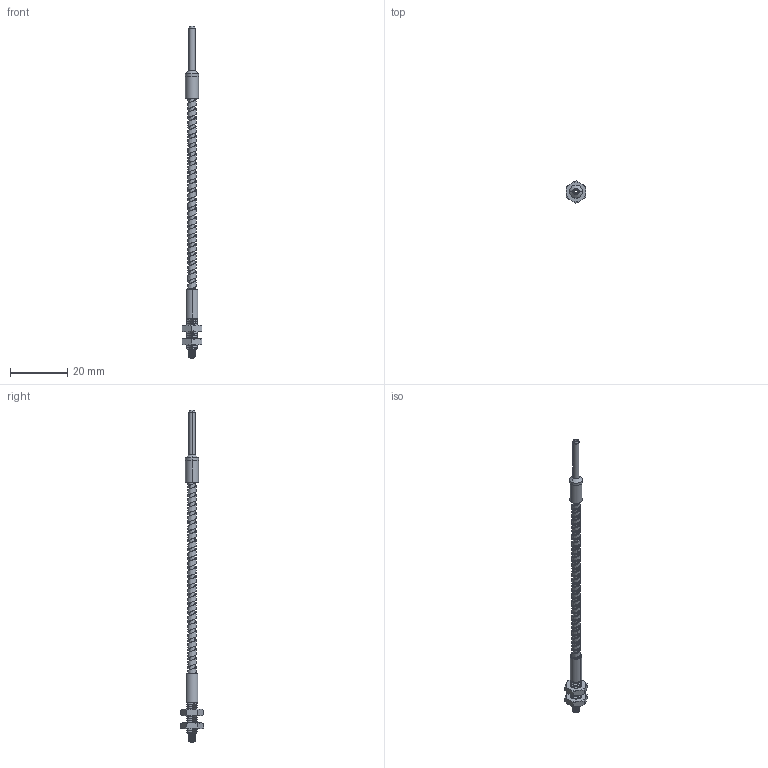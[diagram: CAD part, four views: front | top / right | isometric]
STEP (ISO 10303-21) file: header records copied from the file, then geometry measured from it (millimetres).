
FILE_DESCRIPTION((''),'2;1');
FILE_NAME('161945_ASM','2016-07-14T',('PDMAdmin'),(''),'PRO/ENGINEER BY PARAMETRIC TECHNOLOGY CORPORATION, 2016010','PRO/ENGINEER BY PARAMETRIC TECHNOLOGY CORPORATION, 2016010','');
FILE_SCHEMA(('CONFIG_CONTROL_DESIGN'));
Products named in the file (5): SS_TUBING_STW_-120; TERMINUS_-086X1-0X4-6; GFF_3_M25_11_M4_10DIA42X127; 08397_M4_X_0_7_HEX_JAM_NUT_NI; 161945_ASM
Assembly tree (5 placements, depth 2):
  161945_ASM
    SS_TUBING_STW_-120
    TERMINUS_-086X1-0X4-6
    GFF_3_M25_11_M4_10DIA42X127
    08397_M4_X_0_7_HEX_JAM_NUT_NI  x2
Bounding box: 7 x 8.08 x 116.34 mm (x, y, z)
Volume: 515.7 mm3; surface area: 3019.4 mm2
Topology: 5 solids, 5 shells, 265 faces, 592 edges, 340 vertices
Faces by surface type: bspline 84, cylinder 79, cone 75, plane 27
Entity records: 25530 total; most frequent: CARTESIAN_POINT 21201, ORIENTED_EDGE 976, DIRECTION 661, EDGE_CURVE 488, VERTEX_POINT 284, AXIS2_PLACEMENT_3D 230, EDGE_LOOP 224, FACE_OUTER_BOUND 215
